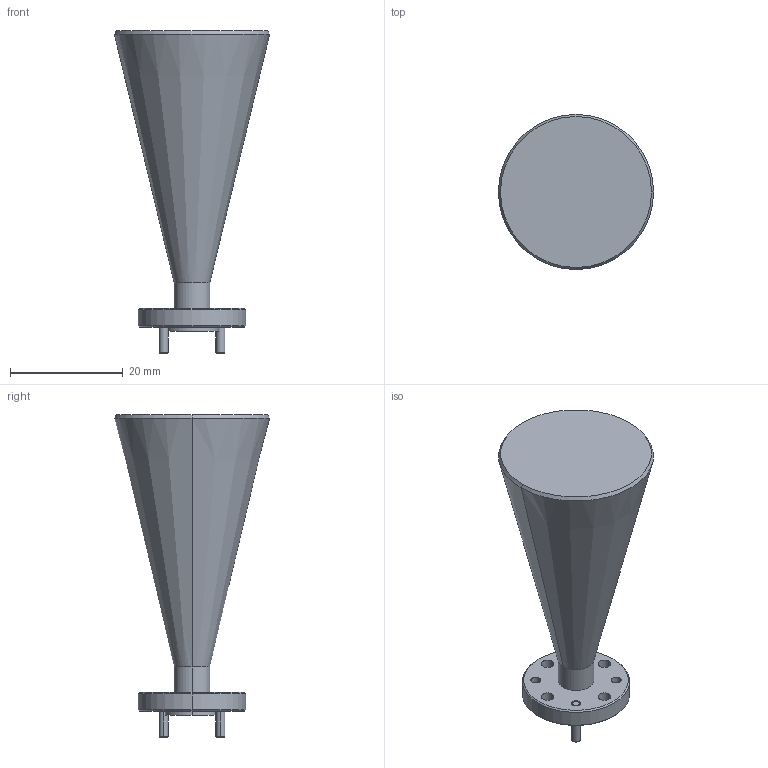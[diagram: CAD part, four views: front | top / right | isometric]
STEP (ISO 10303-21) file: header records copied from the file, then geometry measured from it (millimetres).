
FILE_DESCRIPTION (( 'STEP AP203' ), '1' );
FILE_NAME ('SAC-2309-125-S2.STEP', '2019-03-08T01:06:17', ( '' ), ( '' ), 'SwSTEP 2.0', 'SolidWorks 2016', '' );
FILE_SCHEMA (( 'CONFIG_CONTROL_DESIGN' ));
Length unit declared in the file: inch
Products named in the file (1): SAC-2309-125-S2
Bounding box: 27.54 x 27.54 x 57.21 mm (x, y, z)
Volume: 12680.5 mm3; surface area: 4079.7 mm2
Topology: 3 solids, 3 shells, 73 faces, 156 edges, 96 vertices
Faces by surface type: cylinder 36, cone 24, plane 13
Entity records: 2101 total; most frequent: DIRECTION 400, CARTESIAN_POINT 326, ORIENTED_EDGE 312, AXIS2_PLACEMENT_3D 170, EDGE_CURVE 156, VERTEX_POINT 96, EDGE_LOOP 96, CIRCLE 96
